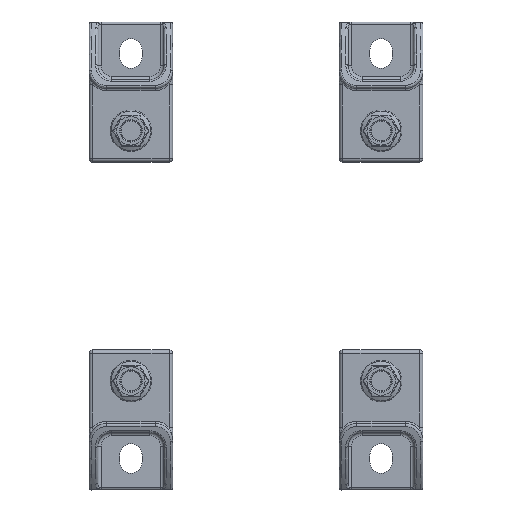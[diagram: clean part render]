
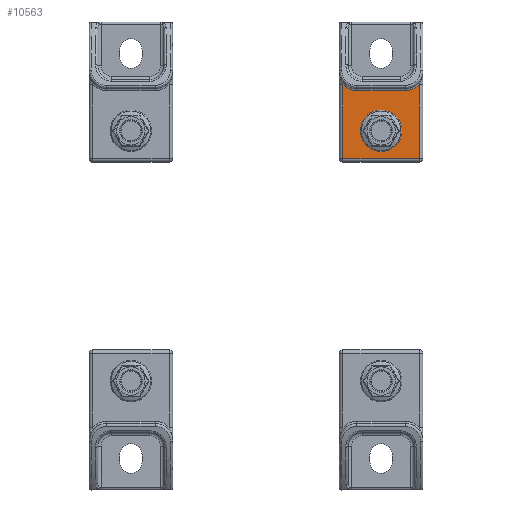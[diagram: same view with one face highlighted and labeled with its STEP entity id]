
A CAD part, top view. The second image highlights one B-rep face of the part: STEP entity #10563.
In plain terms, the highlighted planar face has unit normal (0, 0, 1).
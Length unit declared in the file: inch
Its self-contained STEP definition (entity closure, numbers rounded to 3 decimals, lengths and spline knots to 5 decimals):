
#43 = CIRCLE ( 'NONE', #32139, 0.20312 ) ;
#499 = CARTESIAN_POINT ( 'NONE',  ( 3.75, 5.96312, 0.5 ) ) ;
#925 = VERTEX_POINT ( 'NONE', #32001 ) ;
#1148 = EDGE_CURVE ( 'NONE', #30087, #27684, #4608, .T. ) ;
#1280 = LINE ( 'NONE', #32818, #26070 ) ;
#1307 = EDGE_CURVE ( 'NONE', #20443, #925, #5286, .T. ) ;
#1999 = CARTESIAN_POINT ( 'NONE',  ( 4.53, 5.96312, 0.5 ) ) ;
#2037 = ORIENTED_EDGE ( 'NONE', *, *, #29229, .F. ) ;
#2910 = CARTESIAN_POINT ( 'NONE',  ( 4.36507, 5.31004, 0.5 ) ) ;
#3384 = EDGE_CURVE ( 'NONE', #10856, #31687, #4024, .T. ) ;
#3571 = CARTESIAN_POINT ( 'NONE',  ( 5.1875, 4.6975, 0.5 ) ) ;
#3781 = CARTESIAN_POINT ( 'NONE',  ( 4.68898, 5.27197, 0.5 ) ) ;
#3850 = CARTESIAN_POINT ( 'NONE',  ( 4.53, 5.02437, 0.5 ) ) ;
#3863 = CARTESIAN_POINT ( 'NONE',  ( 5.1875, 6.02623, 0.5 ) ) ;
#4024 = CIRCLE ( 'NONE', #31139, 0.35313 ) ;
#4608 = LINE ( 'NONE', #1999, #22722 ) ;
#4624 = CARTESIAN_POINT ( 'NONE',  ( 3.75, 5.02437, 0.5 ) ) ;
#4821 = VERTEX_POINT ( 'NONE', #4945 ) ;
#4945 = CARTESIAN_POINT ( 'NONE',  ( 4.36507, 5.31004, 0.5 ) ) ;
#5091 = VECTOR ( 'NONE', #10116, 39.37008 ) ;
#5095 = VERTEX_POINT ( 'NONE', #11716 ) ;
#5286 = LINE ( 'NONE', #23467, #32123 ) ;
#5364 = FACE_OUTER_BOUND ( 'NONE', #9698, .T. ) ;
#5507 = DIRECTION ( 'NONE',  ( 0., 0., -1. ) ) ;
#5584 = CARTESIAN_POINT ( 'NONE',  ( 4.33507, 5.25808, 0.5 ) ) ;
#6203 = CARTESIAN_POINT ( 'NONE',  ( 4.34102, 5.32393, 0.5 ) ) ;
#6261 = CARTESIAN_POINT ( 'NONE',  ( 4.47, 4.9966, 0.5 ) ) ;
#6438 = ORIENTED_EDGE ( 'NONE', *, *, #22743, .F. ) ;
#6514 = ORIENTED_EDGE ( 'NONE', *, *, #1307, .F. ) ;
#6796 = VERTEX_POINT ( 'NONE', #31990 ) ;
#6821 = DIRECTION ( 'NONE',  ( 1., 0., 0. ) ) ;
#6852 = ORIENTED_EDGE ( 'NONE', *, *, #17039, .T. ) ;
#6854 = CARTESIAN_POINT ( 'NONE',  ( 4.34102, 5.32393, 0.5 ) ) ;
#7113 = ORIENTED_EDGE ( 'NONE', *, *, #17028, .F. ) ;
#7711 = CIRCLE ( 'NONE', #30940, 0.20312 ) ;
#7717 = CARTESIAN_POINT ( 'NONE',  ( 4.63493, 5.31004, 0.5 ) ) ;
#7831 = DIRECTION ( 'NONE',  ( 0., -1., 0. ) ) ;
#7975 = ORIENTED_EDGE ( 'NONE', *, *, #20196, .F. ) ;
#8757 = VERTEX_POINT ( 'NONE', #10512 ) ;
#9506 = CARTESIAN_POINT ( 'NONE',  ( 4.47, 5.96312, 0.5 ) ) ;
#9698 = EDGE_LOOP ( 'NONE', ( #18007, #7975, #10136, #6514, #23705, #6438 ) ) ;
#10116 = DIRECTION ( 'NONE',  ( -1., 0., 0. ) ) ;
#10136 = ORIENTED_EDGE ( 'NONE', *, *, #11359, .F. ) ;
#10145 = AXIS2_PLACEMENT_3D ( 'NONE', #24390, #5507, #24044 ) ;
#10469 = CARTESIAN_POINT ( 'NONE',  ( 3.8125, 4.6975, 0.5 ) ) ;
#10512 = CARTESIAN_POINT ( 'NONE',  ( 4.33507, 5.25808, 0.5 ) ) ;
#10543 = ORIENTED_EDGE ( 'NONE', *, *, #18936, .F. ) ;
#10559 = DIRECTION ( 'NONE',  ( -0.5, -0.866, 0. ) ) ;
#10563 = ADVANCED_FACE ( 'NONE', ( #5364, #21123 ), #13361, .F. ) ;
#10581 = VERTEX_POINT ( 'NONE', #7717 ) ;
#10690 = DIRECTION ( 'NONE',  ( 0., 0., -1. ) ) ;
#10856 = VERTEX_POINT ( 'NONE', #17558 ) ;
#10891 = AXIS2_PLACEMENT_3D ( 'NONE', #27914, #20456, #14927 ) ;
#11359 = EDGE_CURVE ( 'NONE', #925, #27957, #25799, .T. ) ;
#11596 = LINE ( 'NONE', #6203, #19941 ) ;
#11716 = CARTESIAN_POINT ( 'NONE',  ( 4.66493, 5.25808, 0.5 ) ) ;
#11998 = ORIENTED_EDGE ( 'NONE', *, *, #31118, .F. ) ;
#12270 = DIRECTION ( 'NONE',  ( 0., -1., 0. ) ) ;
#12452 = LINE ( 'NONE', #4624, #29182 ) ;
#12538 = VECTOR ( 'NONE', #19443, 39.37008 ) ;
#12888 = DIRECTION ( 'NONE',  ( 0.866, 0.5, 0. ) ) ;
#12976 = CARTESIAN_POINT ( 'NONE',  ( 4.9375, 6.27562, 0.5 ) ) ;
#13029 = CARTESIAN_POINT ( 'NONE',  ( 4.0625, 5.9225, 0.5 ) ) ;
#13192 = EDGE_CURVE ( 'NONE', #13669, #30087, #12452, .T. ) ;
#13361 = PLANE ( 'NONE',  #30761 ) ;
#13669 = VERTEX_POINT ( 'NONE', #16766 ) ;
#14152 = CARTESIAN_POINT ( 'NONE',  ( 4.68898, 5.27197, 0.5 ) ) ;
#14365 = DIRECTION ( 'NONE',  ( -0.866, -0.5, 0. ) ) ;
#14927 = DIRECTION ( 'NONE',  ( 1., 0., 0. ) ) ;
#15059 = VECTOR ( 'NONE', #7831, 39.37008 ) ;
#15296 = DIRECTION ( 'NONE',  ( 0., 0., -1. ) ) ;
#15351 = VECTOR ( 'NONE', #14365, 39.37008 ) ;
#16024 = VERTEX_POINT ( 'NONE', #14152 ) ;
#16032 = CARTESIAN_POINT ( 'NONE',  ( 4.31102, 5.27197, 0.5 ) ) ;
#16153 = DIRECTION ( 'NONE',  ( -0.866, 0.5, 0. ) ) ;
#16766 = CARTESIAN_POINT ( 'NONE',  ( 4.47, 5.02437, 0.5 ) ) ;
#17028 = EDGE_CURVE ( 'NONE', #10581, #6796, #18049, .T. ) ;
#17039 = EDGE_CURVE ( 'NONE', #16024, #27684, #7711, .T. ) ;
#17558 = CARTESIAN_POINT ( 'NONE',  ( 4.9375, 5.9225, 0.5 ) ) ;
#18007 = ORIENTED_EDGE ( 'NONE', *, *, #3384, .F. ) ;
#18049 = LINE ( 'NONE', #25683, #26511 ) ;
#18050 = CARTESIAN_POINT ( 'NONE',  ( 5.25036, 4.6975, 0.5 ) ) ;
#18060 = LINE ( 'NONE', #5584, #32705 ) ;
#18391 = LINE ( 'NONE', #18050, #5091 ) ;
#18740 = CARTESIAN_POINT ( 'NONE',  ( 4.53, 4.9966, 0.5 ) ) ;
#18925 = CARTESIAN_POINT ( 'NONE',  ( 4.66493, 5.25808, 0.5 ) ) ;
#18936 = EDGE_CURVE ( 'NONE', #31525, #4821, #11596, .T. ) ;
#18971 = CIRCLE ( 'NONE', #10145, 0.20312 ) ;
#19443 = DIRECTION ( 'NONE',  ( -0.5, 0.866, 0. ) ) ;
#19803 = EDGE_CURVE ( 'NONE', #8757, #22003, #18060, .T. ) ;
#19941 = VECTOR ( 'NONE', #29763, 39.37008 ) ;
#19942 = ORIENTED_EDGE ( 'NONE', *, *, #31080, .F. ) ;
#20196 = EDGE_CURVE ( 'NONE', #27957, #10856, #1280, .T. ) ;
#20443 = VERTEX_POINT ( 'NONE', #10469 ) ;
#20456 = DIRECTION ( 'NONE',  ( 0., 0., 1. ) ) ;
#20971 = LINE ( 'NONE', #21319, #15059 ) ;
#21123 = FACE_BOUND ( 'NONE', #22321, .T. ) ;
#21319 = CARTESIAN_POINT ( 'NONE',  ( 5.1875, 5.96312, 0.5 ) ) ;
#21646 = DIRECTION ( 'NONE',  ( -1., 0., 0. ) ) ;
#21928 = EDGE_CURVE ( 'NONE', #31525, #6796, #43, .T. ) ;
#22003 = VERTEX_POINT ( 'NONE', #16032 ) ;
#22321 = EDGE_LOOP ( 'NONE', ( #19942, #6852, #24715, #31099, #11998, #31757, #33176, #2037, #10543, #33019, #7113, #28929 ) ) ;
#22483 = DIRECTION ( 'NONE',  ( 0., 1., 0. ) ) ;
#22544 = VECTOR ( 'NONE', #22483, 39.37008 ) ;
#22722 = VECTOR ( 'NONE', #12270, 39.37008 ) ;
#22743 = EDGE_CURVE ( 'NONE', #31687, #26659, #20971, .T. ) ;
#22982 = VECTOR ( 'NONE', #10559, 39.37008 ) ;
#23467 = CARTESIAN_POINT ( 'NONE',  ( 3.8125, 7.15767, 0.5 ) ) ;
#23564 = VERTEX_POINT ( 'NONE', #6261 ) ;
#23692 = LINE ( 'NONE', #2910, #22982 ) ;
#23705 = ORIENTED_EDGE ( 'NONE', *, *, #33013, .F. ) ;
#23998 = DIRECTION ( 'NONE',  ( 1., 0., 0. ) ) ;
#24044 = DIRECTION ( 'NONE',  ( 1., 0., 0. ) ) ;
#24390 = CARTESIAN_POINT ( 'NONE',  ( 4.5, 5.1975, 0.5 ) ) ;
#24715 = ORIENTED_EDGE ( 'NONE', *, *, #1148, .F. ) ;
#24984 = EDGE_CURVE ( 'NONE', #23564, #22003, #18971, .T. ) ;
#25031 = DIRECTION ( 'NONE',  ( 1., 0., 0. ) ) ;
#25683 = CARTESIAN_POINT ( 'NONE',  ( 4.63493, 5.31004, 0.5 ) ) ;
#25799 = CIRCLE ( 'NONE', #10891, 0.35312 ) ;
#26070 = VECTOR ( 'NONE', #25031, 39.37008 ) ;
#26511 = VECTOR ( 'NONE', #12888, 39.37008 ) ;
#26582 = DIRECTION ( 'NONE',  ( 0., 1., 0. ) ) ;
#26659 = VERTEX_POINT ( 'NONE', #3571 ) ;
#27507 = LINE ( 'NONE', #3781, #15351 ) ;
#27684 = VERTEX_POINT ( 'NONE', #18740 ) ;
#27914 = CARTESIAN_POINT ( 'NONE',  ( 4.0625, 6.27562, 0.5 ) ) ;
#27957 = VERTEX_POINT ( 'NONE', #13029 ) ;
#28549 = DIRECTION ( 'NONE',  ( 0., 0., 1. ) ) ;
#28929 = ORIENTED_EDGE ( 'NONE', *, *, #29920, .F. ) ;
#29182 = VECTOR ( 'NONE', #30624, 39.37008 ) ;
#29229 = EDGE_CURVE ( 'NONE', #4821, #8757, #23692, .T. ) ;
#29763 = DIRECTION ( 'NONE',  ( 0.866, -0.5, 0. ) ) ;
#29920 = EDGE_CURVE ( 'NONE', #5095, #10581, #32774, .T. ) ;
#30087 = VERTEX_POINT ( 'NONE', #3850 ) ;
#30556 = CARTESIAN_POINT ( 'NONE',  ( 4.5, 5.1975, 0.5 ) ) ;
#30624 = DIRECTION ( 'NONE',  ( 1., 0., 0. ) ) ;
#30761 = AXIS2_PLACEMENT_3D ( 'NONE', #499, #31702, #21646 ) ;
#30940 = AXIS2_PLACEMENT_3D ( 'NONE', #30556, #15296, #6821 ) ;
#31080 = EDGE_CURVE ( 'NONE', #16024, #5095, #27507, .T. ) ;
#31099 = ORIENTED_EDGE ( 'NONE', *, *, #13192, .F. ) ;
#31118 = EDGE_CURVE ( 'NONE', #23564, #13669, #33711, .T. ) ;
#31139 = AXIS2_PLACEMENT_3D ( 'NONE', #12976, #28549, #33568 ) ;
#31525 = VERTEX_POINT ( 'NONE', #6854 ) ;
#31629 = CARTESIAN_POINT ( 'NONE',  ( 4.5, 5.1975, 0.5 ) ) ;
#31687 = VERTEX_POINT ( 'NONE', #3863 ) ;
#31702 = DIRECTION ( 'NONE',  ( 0., 0., -1. ) ) ;
#31757 = ORIENTED_EDGE ( 'NONE', *, *, #24984, .T. ) ;
#31990 = CARTESIAN_POINT ( 'NONE',  ( 4.65898, 5.32393, 0.5 ) ) ;
#32001 = CARTESIAN_POINT ( 'NONE',  ( 3.8125, 6.02623, 0.5 ) ) ;
#32123 = VECTOR ( 'NONE', #26582, 39.37008 ) ;
#32139 = AXIS2_PLACEMENT_3D ( 'NONE', #31629, #10690, #23998 ) ;
#32705 = VECTOR ( 'NONE', #16153, 39.37008 ) ;
#32774 = LINE ( 'NONE', #18925, #12538 ) ;
#32818 = CARTESIAN_POINT ( 'NONE',  ( 3.75, 5.9225, 0.5 ) ) ;
#33013 = EDGE_CURVE ( 'NONE', #26659, #20443, #18391, .T. ) ;
#33019 = ORIENTED_EDGE ( 'NONE', *, *, #21928, .T. ) ;
#33176 = ORIENTED_EDGE ( 'NONE', *, *, #19803, .F. ) ;
#33568 = DIRECTION ( 'NONE',  ( 0., 1., 0. ) ) ;
#33711 = LINE ( 'NONE', #9506, #22544 ) ;
